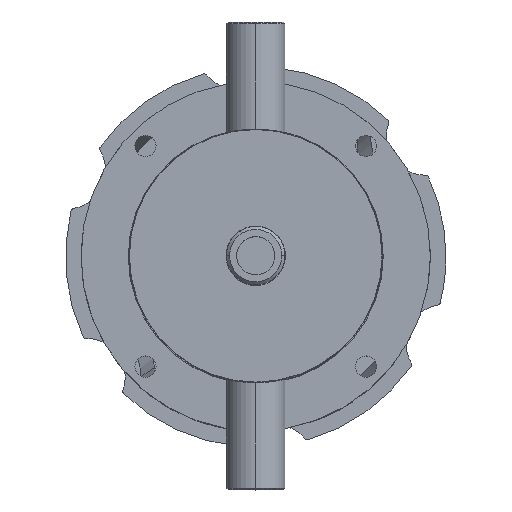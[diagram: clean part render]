
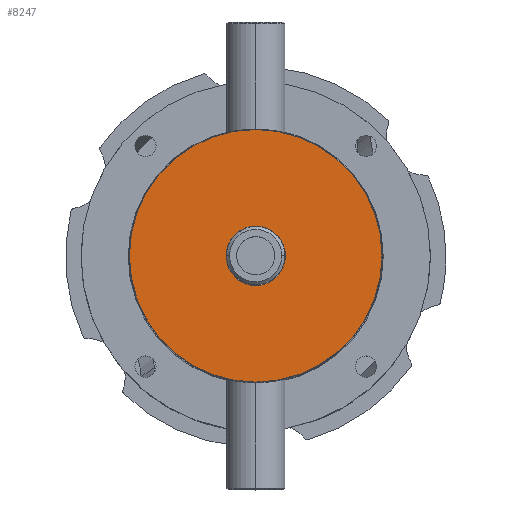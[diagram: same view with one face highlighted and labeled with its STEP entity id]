
A CAD part, top view. The second image highlights one B-rep face of the part: STEP entity #8247.
In plain terms, the highlighted planar face has unit normal (0, 0, 1).
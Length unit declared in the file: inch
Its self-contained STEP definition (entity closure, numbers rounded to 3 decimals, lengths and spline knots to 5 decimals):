
#104 = DIRECTION ( 'NONE',  ( -1., 0., 0. ) ) ;
#169 = EDGE_CURVE ( 'NONE', #3308, #4414, #4027, .T. ) ;
#293 = AXIS2_PLACEMENT_3D ( 'NONE', #9974, #7416, #8315 ) ;
#449 = CIRCLE ( 'NONE', #9338, 0.19 ) ;
#579 = ORIENTED_EDGE ( 'NONE', *, *, #169, .T. ) ;
#1442 = DIRECTION ( 'NONE',  ( 0., 0., -1. ) ) ;
#1895 = PLANE ( 'NONE',  #3240 ) ;
#2259 = EDGE_CURVE ( 'NONE', #4414, #3308, #2519, .T. ) ;
#2519 = CIRCLE ( 'NONE', #9724, 0.81 ) ;
#2549 = EDGE_LOOP ( 'NONE', ( #579, #7495 ) ) ;
#2640 = CARTESIAN_POINT ( 'NONE',  ( 0.81, 0., 0.90502 ) ) ;
#2750 = EDGE_LOOP ( 'NONE', ( #3095, #4842 ) ) ;
#3095 = ORIENTED_EDGE ( 'NONE', *, *, #7554, .T. ) ;
#3240 = AXIS2_PLACEMENT_3D ( 'NONE', #3552, #4502, #10412 ) ;
#3308 = VERTEX_POINT ( 'NONE', #6571 ) ;
#3552 = CARTESIAN_POINT ( 'NONE',  ( -0.405, 0., 0.90502 ) ) ;
#3597 = EDGE_CURVE ( 'NONE', #8605, #7815, #10062, .T. ) ;
#4027 = CIRCLE ( 'NONE', #293, 0.81 ) ;
#4395 = DIRECTION ( 'NONE',  ( 0., 0., -1. ) ) ;
#4414 = VERTEX_POINT ( 'NONE', #2640 ) ;
#4502 = DIRECTION ( 'NONE',  ( 0., 0., 1. ) ) ;
#4842 = ORIENTED_EDGE ( 'NONE', *, *, #3597, .T. ) ;
#4946 = FACE_OUTER_BOUND ( 'NONE', #2549, .T. ) ;
#5178 = DIRECTION ( 'NONE',  ( 0., 0., 1. ) ) ;
#6523 = CARTESIAN_POINT ( 'NONE',  ( 0., 0., 0.90502 ) ) ;
#6571 = CARTESIAN_POINT ( 'NONE',  ( -0.81, 0., 0.90502 ) ) ;
#7369 = DIRECTION ( 'NONE',  ( -1., 0., 0. ) ) ;
#7416 = DIRECTION ( 'NONE',  ( 0., 0., 1. ) ) ;
#7495 = ORIENTED_EDGE ( 'NONE', *, *, #2259, .T. ) ;
#7554 = EDGE_CURVE ( 'NONE', #7815, #8605, #449, .T. ) ;
#7815 = VERTEX_POINT ( 'NONE', #8816 ) ;
#8247 = ADVANCED_FACE ( 'NONE', ( #4946, #9180 ), #1895, .T. ) ;
#8315 = DIRECTION ( 'NONE',  ( -1., 0., 0. ) ) ;
#8605 = VERTEX_POINT ( 'NONE', #10149 ) ;
#8645 = AXIS2_PLACEMENT_3D ( 'NONE', #9474, #4395, #10306 ) ;
#8816 = CARTESIAN_POINT ( 'NONE',  ( -0.19, 0., 0.90502 ) ) ;
#9180 = FACE_BOUND ( 'NONE', #2750, .T. ) ;
#9338 = AXIS2_PLACEMENT_3D ( 'NONE', #6523, #1442, #7369 ) ;
#9474 = CARTESIAN_POINT ( 'NONE',  ( 0., 0., 0.90502 ) ) ;
#9724 = AXIS2_PLACEMENT_3D ( 'NONE', #10238, #5178, #104 ) ;
#9974 = CARTESIAN_POINT ( 'NONE',  ( 0., 0., 0.90502 ) ) ;
#10062 = CIRCLE ( 'NONE', #8645, 0.19 ) ;
#10149 = CARTESIAN_POINT ( 'NONE',  ( 0.19, 0., 0.90502 ) ) ;
#10238 = CARTESIAN_POINT ( 'NONE',  ( 0., 0., 0.90502 ) ) ;
#10306 = DIRECTION ( 'NONE',  ( -1., 0., 0. ) ) ;
#10412 = DIRECTION ( 'NONE',  ( 1., 0., 0. ) ) ;
